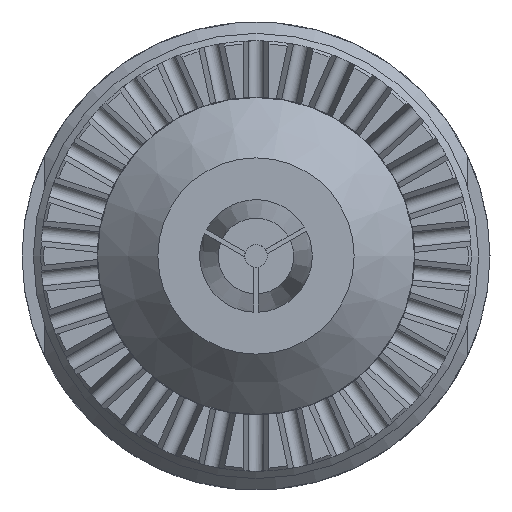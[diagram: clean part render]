
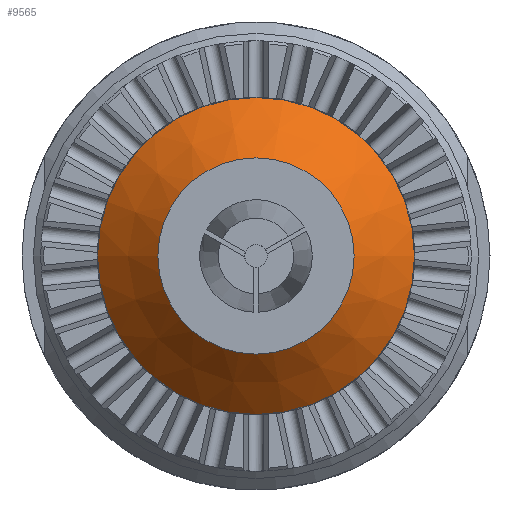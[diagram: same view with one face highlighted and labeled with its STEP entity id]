
A CAD part, left-side view. The second image highlights one B-rep face of the part: STEP entity #9565.
In plain terms, the highlighted conical face has half-angle 45 degrees and reference radius 8.5 mm.
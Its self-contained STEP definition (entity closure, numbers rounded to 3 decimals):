
#9298=CARTESIAN_POINT('',(-113.996,6.5,0.));
#9299=VERTEX_POINT('',#9298);
#9300=CARTESIAN_POINT('',(-113.996,0.,0.));
#9301=DIRECTION('',(1.0,0.0,0.0));
#9302=DIRECTION('',(0.0,1.0,0.0));
#9303=AXIS2_PLACEMENT_3D('',#9300,#9301,#9302);
#9304=CIRCLE('',#9303,6.5);
#9305=EDGE_CURVE('',#9299,#9299,#9304,.T.);
#9546=CARTESIAN_POINT('',(-111.996,0.,0.));
#9547=DIRECTION('',(1.0,0.,0.));
#9548=DIRECTION('',(0.0,1.0,0.0));
#9549=AXIS2_PLACEMENT_3D('',#9546,#9547,#9548);
#9550=CONICAL_SURFACE('',#9549,8.5,45.);
#9551=CARTESIAN_POINT('',(-109.996,10.5,0.));
#9552=VERTEX_POINT('',#9551);
#9553=CARTESIAN_POINT('',(-109.996,0.,0.));
#9554=DIRECTION('',(1.0,0.0,0.0));
#9555=DIRECTION('',(0.0,1.0,0.0));
#9556=AXIS2_PLACEMENT_3D('',#9553,#9554,#9555);
#9557=CIRCLE('',#9556,10.5);
#9558=EDGE_CURVE('',#9552,#9552,#9557,.T.);
#9559=ORIENTED_EDGE('',*,*,#9558,.F.);
#9560=EDGE_LOOP('',(#9559));
#9561=FACE_OUTER_BOUND('',#9560,.T.);
#9562=ORIENTED_EDGE('',*,*,#9305,.T.);
#9563=EDGE_LOOP('',(#9562));
#9564=FACE_BOUND('',#9563,.T.);
#9565=ADVANCED_FACE('',(#9561,#9564),#9550,.T.);
